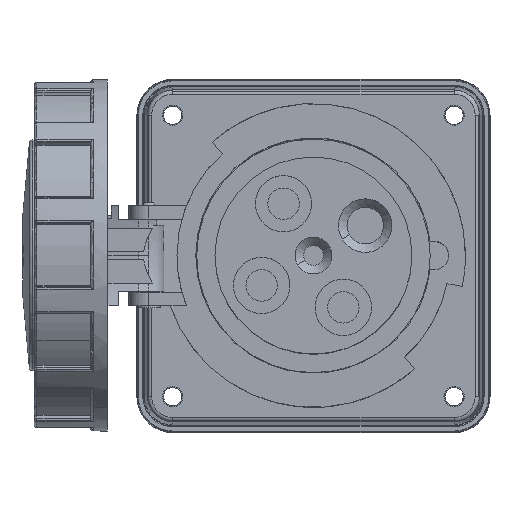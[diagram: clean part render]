
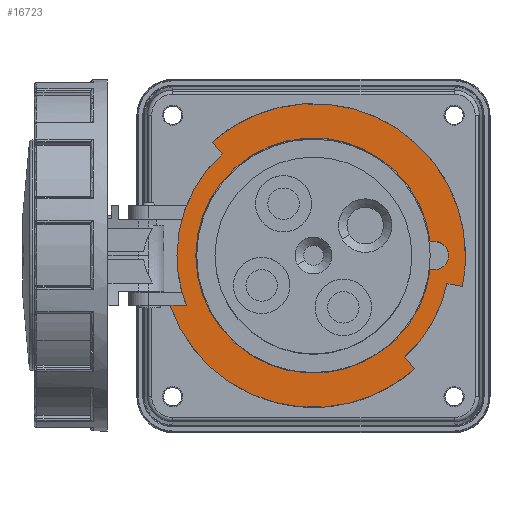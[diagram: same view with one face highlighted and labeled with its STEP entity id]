
A CAD part, top view. The second image highlights one B-rep face of the part: STEP entity #16723.
In plain terms, the highlighted planar face has unit normal (0, 0, 1).
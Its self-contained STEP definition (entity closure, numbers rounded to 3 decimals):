
#219 = VECTOR ( 'NONE', #25076, 1000. ) ;
#350 = EDGE_CURVE ( 'NONE', #18564, #13321, #18076, .T. ) ;
#372 = EDGE_CURVE ( 'NONE', #24690, #13421, #20944, .T. ) ;
#571 = CARTESIAN_POINT ( 'NONE',  ( 47.454, -10.019, 90.5 ) ) ;
#663 = VERTEX_POINT ( 'NONE', #6118 ) ;
#956 = EDGE_LOOP ( 'NONE', ( #16603, #3248, #8158, #7700, #21654, #4697 ) ) ;
#1119 = CARTESIAN_POINT ( 'NONE',  ( 43.1, 5., 90.5 ) ) ;
#1510 = CARTESIAN_POINT ( 'NONE',  ( 41.5, 5., 90.5 ) ) ;
#1901 = DIRECTION ( 'NONE',  ( 1., 0., 0. ) ) ;
#2479 = DIRECTION ( 'NONE',  ( 0.985, -0.174, 0. ) ) ;
#2485 = DIRECTION ( 'NONE',  ( 0., 0., 1. ) ) ;
#2785 = EDGE_CURVE ( 'NONE', #31310, #21100, #6233, .T. ) ;
#2804 = VECTOR ( 'NONE', #15411, 1000. ) ;
#2848 = ORIENTED_EDGE ( 'NONE', *, *, #2785, .T. ) ;
#3248 = ORIENTED_EDGE ( 'NONE', *, *, #6048, .T. ) ;
#3401 = EDGE_CURVE ( 'NONE', #22701, #28459, #4164, .T. ) ;
#4164 = CIRCLE ( 'NONE', #8790, 48.5 ) ;
#4255 = CARTESIAN_POINT ( 'NONE',  ( 0., 0., 90.5 ) ) ;
#4565 = DIRECTION ( 'NONE',  ( 0., 0., 1. ) ) ;
#4697 = ORIENTED_EDGE ( 'NONE', *, *, #372, .F. ) ;
#4775 = CARTESIAN_POINT ( 'NONE',  ( 41.5, -5., 90.5 ) ) ;
#5093 = CARTESIAN_POINT ( 'NONE',  ( -32.404, 36.087, 90.5 ) ) ;
#5142 = CIRCLE ( 'NONE', #9256, 54. ) ;
#5567 = CARTESIAN_POINT ( 'NONE',  ( 43.1, -5., 90.5 ) ) ;
#5822 = DIRECTION ( 'NONE',  ( 0., 0., 1. ) ) ;
#6048 = EDGE_CURVE ( 'NONE', #21792, #26615, #16436, .T. ) ;
#6118 = CARTESIAN_POINT ( 'NONE',  ( 48.1, 0., 90.5 ) ) ;
#6233 = CIRCLE ( 'NONE', #19629, 48.5 ) ;
#6517 = AXIS2_PLACEMENT_3D ( 'NONE', #10765, #24797, #17540 ) ;
#6538 = FACE_BOUND ( 'NONE', #956, .T. ) ;
#6805 = AXIS2_PLACEMENT_3D ( 'NONE', #11765, #9327, #1901 ) ;
#6848 = CARTESIAN_POINT ( 'NONE',  ( 52.873, -10.975, 90.5 ) ) ;
#7022 = AXIS2_PLACEMENT_3D ( 'NONE', #25959, #5822, #15655 ) ;
#7569 = CARTESIAN_POINT ( 'NONE',  ( 0., 0., 90.5 ) ) ;
#7590 = EDGE_CURVE ( 'NONE', #23797, #13421, #20241, .T. ) ;
#7602 = EDGE_CURVE ( 'NONE', #21100, #30568, #10726, .T. ) ;
#7700 = ORIENTED_EDGE ( 'NONE', *, *, #18277, .T. ) ;
#7706 = ORIENTED_EDGE ( 'NONE', *, *, #7602, .T. ) ;
#8158 = ORIENTED_EDGE ( 'NONE', *, *, #13999, .T. ) ;
#8399 = CARTESIAN_POINT ( 'NONE',  ( -35.941, 40.302, 90.5 ) ) ;
#8558 = CARTESIAN_POINT ( 'NONE',  ( 43.1, -5., 90.5 ) ) ;
#8594 = CIRCLE ( 'NONE', #16825, 48.5 ) ;
#8790 = AXIS2_PLACEMENT_3D ( 'NONE', #22106, #9992, #12568 ) ;
#9105 = EDGE_CURVE ( 'NONE', #28459, #16933, #21540, .T. ) ;
#9135 = ORIENTED_EDGE ( 'NONE', *, *, #11477, .T. ) ;
#9232 = DIRECTION ( 'NONE',  ( 0.963, 0.268, 0. ) ) ;
#9256 = AXIS2_PLACEMENT_3D ( 'NONE', #28938, #2485, #16680 ) ;
#9327 = DIRECTION ( 'NONE',  ( 0., 0., -1. ) ) ;
#9495 = CARTESIAN_POINT ( 'NONE',  ( -48.5, 0., 90.5 ) ) ;
#9749 = EDGE_LOOP ( 'NONE', ( #7706, #12479, #15881, #10821, #18981, #9135, #10827, #11875, #26276, #2848 ) ) ;
#9992 = DIRECTION ( 'NONE',  ( 0., 0., 1. ) ) ;
#10175 = DIRECTION ( 'NONE',  ( -0.643, 0.766, 0. ) ) ;
#10558 = CARTESIAN_POINT ( 'NONE',  ( -45.135, -17.75, 90.5 ) ) ;
#10726 = LINE ( 'NONE', #10558, #2804 ) ;
#10765 = CARTESIAN_POINT ( 'NONE',  ( 43.1, 0., 90.5 ) ) ;
#10821 = ORIENTED_EDGE ( 'NONE', *, *, #3401, .T. ) ;
#10827 = ORIENTED_EDGE ( 'NONE', *, *, #25949, .T. ) ;
#11477 = EDGE_CURVE ( 'NONE', #16933, #15922, #29951, .T. ) ;
#11543 = FACE_OUTER_BOUND ( 'NONE', #9749, .T. ) ;
#11765 = CARTESIAN_POINT ( 'NONE',  ( 43.1, 0., 90.5 ) ) ;
#11819 = DIRECTION ( 'NONE',  ( 0., 1., 0. ) ) ;
#11875 = ORIENTED_EDGE ( 'NONE', *, *, #350, .T. ) ;
#11931 = DIRECTION ( 'NONE',  ( 1., 0., 0. ) ) ;
#12479 = ORIENTED_EDGE ( 'NONE', *, *, #14953, .T. ) ;
#12568 = DIRECTION ( 'NONE',  ( 0., 1., 0. ) ) ;
#13066 = VECTOR ( 'NONE', #2479, 1000. ) ;
#13321 = VERTEX_POINT ( 'NONE', #5093 ) ;
#13421 = VERTEX_POINT ( 'NONE', #4775 ) ;
#13609 = DIRECTION ( 'NONE',  ( 0., 0., 1. ) ) ;
#13999 = EDGE_CURVE ( 'NONE', #26615, #663, #20717, .T. ) ;
#14260 = DIRECTION ( 'NONE',  ( 0.963, 0.268, 0. ) ) ;
#14658 = EDGE_CURVE ( 'NONE', #21792, #24690, #24332, .T. ) ;
#14739 = VECTOR ( 'NONE', #10175, 1000. ) ;
#14871 = CARTESIAN_POINT ( 'NONE',  ( 0., 0., 90.5 ) ) ;
#14953 = EDGE_CURVE ( 'NONE', #30568, #30545, #19506, .T. ) ;
#15249 = CARTESIAN_POINT ( 'NONE',  ( -50.999, -17.75, 90.5 ) ) ;
#15411 = DIRECTION ( 'NONE',  ( -1., 0., 0. ) ) ;
#15474 = CARTESIAN_POINT ( 'NONE',  ( 35.941, -40.302, 90.5 ) ) ;
#15566 = AXIS2_PLACEMENT_3D ( 'NONE', #30844, #26142, #11819 ) ;
#15655 = DIRECTION ( 'NONE',  ( 0., 1., 0. ) ) ;
#15687 = CARTESIAN_POINT ( 'NONE',  ( 54., 0., 90.5 ) ) ;
#15881 = ORIENTED_EDGE ( 'NONE', *, *, #29922, .T. ) ;
#15922 = VERTEX_POINT ( 'NONE', #15687 ) ;
#16436 = LINE ( 'NONE', #21915, #30821 ) ;
#16603 = ORIENTED_EDGE ( 'NONE', *, *, #14658, .F. ) ;
#16680 = DIRECTION ( 'NONE',  ( 1., 0., 0. ) ) ;
#16723 = ADVANCED_FACE ( 'NONE', ( #6538, #11543 ), #26196, .T. ) ;
#16825 = AXIS2_PLACEMENT_3D ( 'NONE', #14871, #4565, #9232 ) ;
#16933 = VERTEX_POINT ( 'NONE', #6848 ) ;
#17540 = DIRECTION ( 'NONE',  ( 1., 0., 0. ) ) ;
#17558 = DIRECTION ( 'NONE',  ( 1., 0., 0. ) ) ;
#18076 = LINE ( 'NONE', #8399, #28125 ) ;
#18192 = CARTESIAN_POINT ( 'NONE',  ( -45.135, -17.75, 90.5 ) ) ;
#18277 = EDGE_CURVE ( 'NONE', #663, #23797, #27110, .T. ) ;
#18314 = DIRECTION ( 'NONE',  ( 1., 0., 0. ) ) ;
#18564 = VERTEX_POINT ( 'NONE', #24616 ) ;
#18981 = ORIENTED_EDGE ( 'NONE', *, *, #9105, .T. ) ;
#19506 = CIRCLE ( 'NONE', #22594, 54. ) ;
#19522 = DIRECTION ( 'NONE',  ( 0., 0., 1. ) ) ;
#19629 = AXIS2_PLACEMENT_3D ( 'NONE', #4255, #13609, #14260 ) ;
#19736 = CARTESIAN_POINT ( 'NONE',  ( 47.454, -10.019, 90.5 ) ) ;
#20241 = LINE ( 'NONE', #5567, #219 ) ;
#20328 = AXIS2_PLACEMENT_3D ( 'NONE', #28786, #21383, #18314 ) ;
#20583 = CARTESIAN_POINT ( 'NONE',  ( -41.8, 0., 90.5 ) ) ;
#20717 = CIRCLE ( 'NONE', #6805, 5. ) ;
#20944 = CIRCLE ( 'NONE', #7022, 41.8 ) ;
#21100 = VERTEX_POINT ( 'NONE', #18192 ) ;
#21237 = CARTESIAN_POINT ( 'NONE',  ( 35.941, -40.302, 90.5 ) ) ;
#21383 = DIRECTION ( 'NONE',  ( 0., 0., 1. ) ) ;
#21540 = LINE ( 'NONE', #19736, #13066 ) ;
#21654 = ORIENTED_EDGE ( 'NONE', *, *, #7590, .T. ) ;
#21792 = VERTEX_POINT ( 'NONE', #1510 ) ;
#21915 = CARTESIAN_POINT ( 'NONE',  ( 41.5, 5., 90.5 ) ) ;
#22106 = CARTESIAN_POINT ( 'NONE',  ( 0., 0., 90.5 ) ) ;
#22430 = LINE ( 'NONE', #15474, #14739 ) ;
#22594 = AXIS2_PLACEMENT_3D ( 'NONE', #24498, #29010, #11931 ) ;
#22701 = VERTEX_POINT ( 'NONE', #23392 ) ;
#23392 = CARTESIAN_POINT ( 'NONE',  ( 32.404, -36.087, 90.5 ) ) ;
#23532 = EDGE_CURVE ( 'NONE', #13321, #31310, #8594, .T. ) ;
#23797 = VERTEX_POINT ( 'NONE', #8558 ) ;
#24332 = CIRCLE ( 'NONE', #15566, 41.8 ) ;
#24498 = CARTESIAN_POINT ( 'NONE',  ( 0., 0., 90.5 ) ) ;
#24616 = CARTESIAN_POINT ( 'NONE',  ( -35.941, 40.302, 90.5 ) ) ;
#24690 = VERTEX_POINT ( 'NONE', #20583 ) ;
#24797 = DIRECTION ( 'NONE',  ( 0., 0., -1. ) ) ;
#25076 = DIRECTION ( 'NONE',  ( -1., 0., 0. ) ) ;
#25949 = EDGE_CURVE ( 'NONE', #15922, #18564, #5142, .T. ) ;
#25959 = CARTESIAN_POINT ( 'NONE',  ( 0., 0., 90.5 ) ) ;
#26142 = DIRECTION ( 'NONE',  ( 0., 0., 1. ) ) ;
#26196 = PLANE ( 'NONE',  #20328 ) ;
#26276 = ORIENTED_EDGE ( 'NONE', *, *, #23532, .T. ) ;
#26615 = VERTEX_POINT ( 'NONE', #1119 ) ;
#27110 = CIRCLE ( 'NONE', #6517, 5. ) ;
#28125 = VECTOR ( 'NONE', #30160, 1000. ) ;
#28459 = VERTEX_POINT ( 'NONE', #571 ) ;
#28786 = CARTESIAN_POINT ( 'NONE',  ( 4.065, 0., 90.5 ) ) ;
#28927 = AXIS2_PLACEMENT_3D ( 'NONE', #7569, #19522, #17558 ) ;
#28938 = CARTESIAN_POINT ( 'NONE',  ( 0., 0., 90.5 ) ) ;
#29010 = DIRECTION ( 'NONE',  ( 0., 0., 1. ) ) ;
#29922 = EDGE_CURVE ( 'NONE', #30545, #22701, #22430, .T. ) ;
#29951 = CIRCLE ( 'NONE', #28927, 54. ) ;
#30160 = DIRECTION ( 'NONE',  ( 0.643, -0.766, 0. ) ) ;
#30545 = VERTEX_POINT ( 'NONE', #21237 ) ;
#30568 = VERTEX_POINT ( 'NONE', #15249 ) ;
#30821 = VECTOR ( 'NONE', #31744, 1000. ) ;
#30844 = CARTESIAN_POINT ( 'NONE',  ( 0., 0., 90.5 ) ) ;
#31310 = VERTEX_POINT ( 'NONE', #9495 ) ;
#31744 = DIRECTION ( 'NONE',  ( 1., 0., 0. ) ) ;
